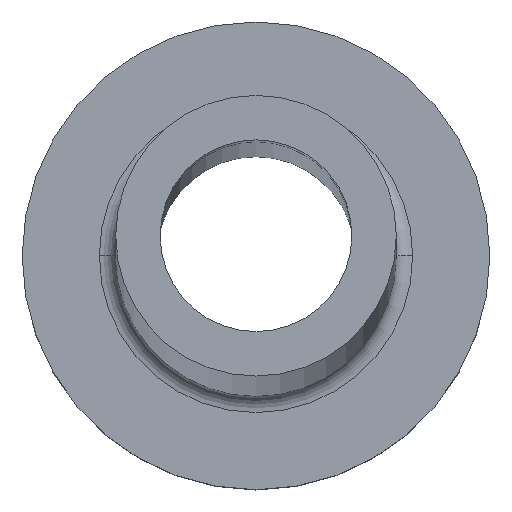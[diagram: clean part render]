
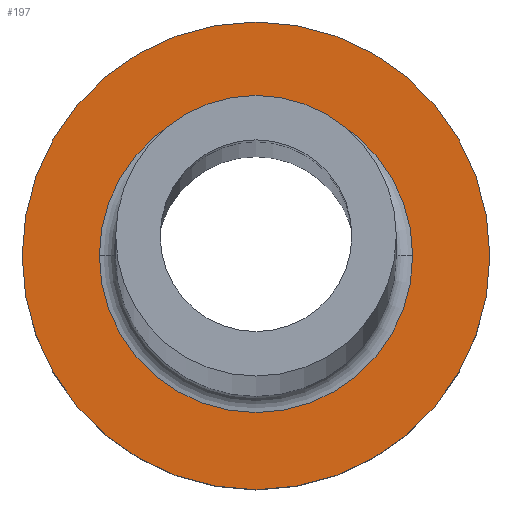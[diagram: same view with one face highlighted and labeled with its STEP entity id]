
A CAD part, top view. The second image highlights one B-rep face of the part: STEP entity #197.
In plain terms, the highlighted planar face has unit normal (0, 0, 1).
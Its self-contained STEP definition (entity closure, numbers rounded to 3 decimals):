
#19 = DIRECTION ( 'NONE',  ( 1., 0., 0. ) ) ;
#22 = CARTESIAN_POINT ( 'NONE',  ( 10., 0., 7. ) ) ;
#34 = DIRECTION ( 'NONE',  ( 1., 0., 0. ) ) ;
#38 = EDGE_LOOP ( 'NONE', ( #119, #75 ) ) ;
#57 = CARTESIAN_POINT ( 'NONE',  ( -6.7, 0., 7. ) ) ;
#71 = CIRCLE ( 'NONE', #108, 10. ) ;
#74 = EDGE_CURVE ( 'NONE', #228, #421, #247, .T. ) ;
#75 = ORIENTED_EDGE ( 'NONE', *, *, #184, .T. ) ;
#83 = DIRECTION ( 'NONE',  ( 0., 0., 1. ) ) ;
#84 = PLANE ( 'NONE',  #358 ) ;
#89 = CARTESIAN_POINT ( 'NONE',  ( 0., 0., 7. ) ) ;
#102 = DIRECTION ( 'NONE',  ( 1., 0., 0. ) ) ;
#108 = AXIS2_PLACEMENT_3D ( 'NONE', #396, #83, #329 ) ;
#118 = CARTESIAN_POINT ( 'NONE',  ( 6.7, 0., 7. ) ) ;
#119 = ORIENTED_EDGE ( 'NONE', *, *, #262, .T. ) ;
#131 = AXIS2_PLACEMENT_3D ( 'NONE', #346, #143, #34 ) ;
#133 = CARTESIAN_POINT ( 'NONE',  ( -10., 0., 7. ) ) ;
#143 = DIRECTION ( 'NONE',  ( 0., 0., -1. ) ) ;
#153 = DIRECTION ( 'NONE',  ( 0., 0., 1. ) ) ;
#167 = ORIENTED_EDGE ( 'NONE', *, *, #323, .T. ) ;
#184 = EDGE_CURVE ( 'NONE', #343, #334, #71, .T. ) ;
#197 = ADVANCED_FACE ( 'NONE', ( #400, #432 ), #84, .T. ) ;
#214 = AXIS2_PLACEMENT_3D ( 'NONE', #89, #153, #283 ) ;
#217 = DIRECTION ( 'NONE',  ( 0., 0., 1. ) ) ;
#228 = VERTEX_POINT ( 'NONE', #118 ) ;
#229 = DIRECTION ( 'NONE',  ( 0., 0., -1. ) ) ;
#231 = EDGE_LOOP ( 'NONE', ( #351, #167 ) ) ;
#239 = CIRCLE ( 'NONE', #431, 6.7 ) ;
#245 = CARTESIAN_POINT ( 'NONE',  ( 0., 0., 7. ) ) ;
#247 = CIRCLE ( 'NONE', #131, 6.7 ) ;
#262 = EDGE_CURVE ( 'NONE', #334, #343, #313, .T. ) ;
#283 = DIRECTION ( 'NONE',  ( 1., 0., 0. ) ) ;
#291 = CARTESIAN_POINT ( 'NONE',  ( 0., 0., 7. ) ) ;
#313 = CIRCLE ( 'NONE', #214, 10. ) ;
#323 = EDGE_CURVE ( 'NONE', #421, #228, #239, .T. ) ;
#329 = DIRECTION ( 'NONE',  ( 1., 0., 0. ) ) ;
#334 = VERTEX_POINT ( 'NONE', #133 ) ;
#343 = VERTEX_POINT ( 'NONE', #22 ) ;
#346 = CARTESIAN_POINT ( 'NONE',  ( 0., 0., 7. ) ) ;
#351 = ORIENTED_EDGE ( 'NONE', *, *, #74, .T. ) ;
#358 = AXIS2_PLACEMENT_3D ( 'NONE', #245, #217, #19 ) ;
#396 = CARTESIAN_POINT ( 'NONE',  ( 0., 0., 7. ) ) ;
#400 = FACE_BOUND ( 'NONE', #231, .T. ) ;
#421 = VERTEX_POINT ( 'NONE', #57 ) ;
#431 = AXIS2_PLACEMENT_3D ( 'NONE', #291, #229, #102 ) ;
#432 = FACE_OUTER_BOUND ( 'NONE', #38, .T. ) ;
